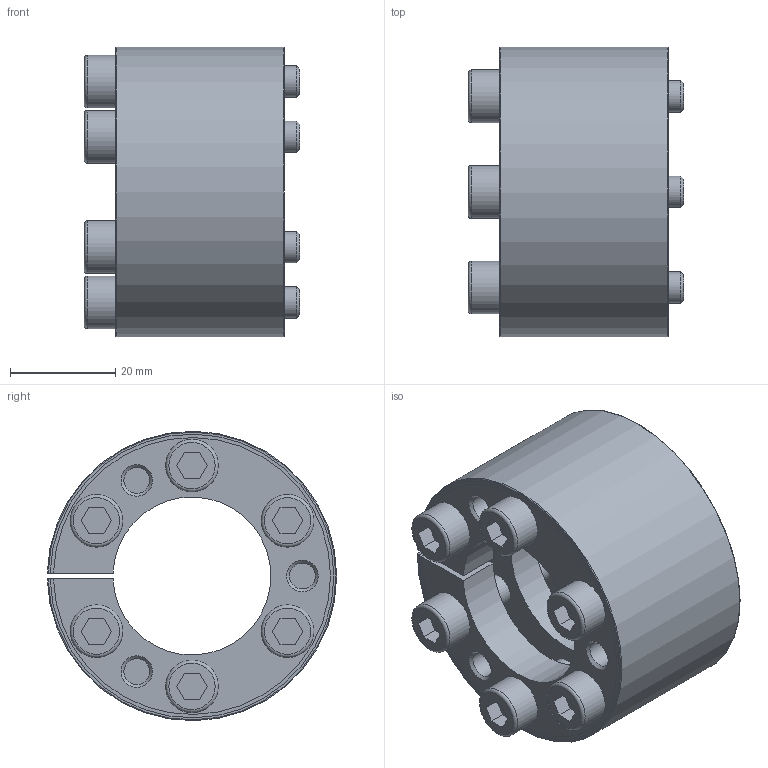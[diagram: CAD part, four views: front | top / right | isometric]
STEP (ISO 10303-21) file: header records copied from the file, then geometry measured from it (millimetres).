
FILE_DESCRIPTION(/* description */ ('STEP AP214'),/* implementation_level */ '2;1');
FILE_NAME(/* name */ 'KLEE030',/* time_stamp */ '2024-05-23T14:03:15+02:00',/* author */ ('License CC BY-ND 4.0'),/* organization */ ('CADENAS'),/* preprocessor_version */ 'ST-DEVELOPER v19.3',/* originating_system */ 'PARTsolutions',/* authorisation */ ' ');
FILE_SCHEMA (('AUTOMOTIVE_DESIGN {1 0 10303 214 3 1 1}'));
Length unit declared in the file: millimetre
Products named in the file (6): KLEE030; KLEE030_threaded_KLEE; KLEE030_outer; KLEE030_threaded_KLEE2; KLEE030_nothread; 79_KLEE
Assembly tree (10 placements, depth 2):
  KLEE030
    KLEE030_threaded_KLEE
    KLEE030_outer
    KLEE030_threaded_KLEE2
    KLEE030_nothread
    79_KLEE  x6
Bounding box: 41 x 54.99 x 55 mm (x, y, z)
Volume: 47222.9 mm3; surface area: 31131.4 mm2
Topology: 9 solids, 9 shells, 165 faces, 357 edges, 223 vertices
Faces by surface type: plane 74, cylinder 37, cone 34, torus 20
Full cylindrical faces by diameter (mm): 4.917 x15, 6 x6, 6.3 x6, 10 x6
Entity records: 2351 total; most frequent: DIRECTION 398, CARTESIAN_POINT 386, ORIENTED_EDGE 282, AXIS2_PLACEMENT_3D 178, EDGE_LOOP 170, FACE_BOUND 170, EDGE_CURVE 141, VERTEX_POINT 117
